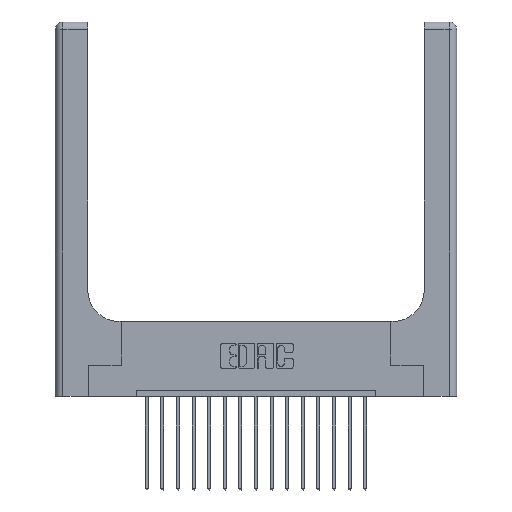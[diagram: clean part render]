
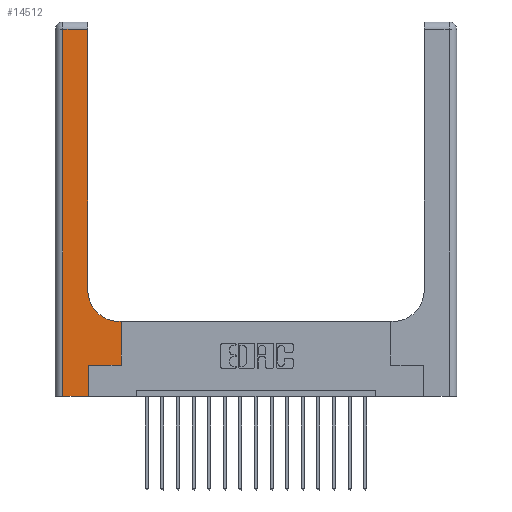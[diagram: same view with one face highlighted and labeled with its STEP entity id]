
A CAD part, top view. The second image highlights one B-rep face of the part: STEP entity #14512.
In plain terms, the highlighted planar face has unit normal (0, 0, 1).
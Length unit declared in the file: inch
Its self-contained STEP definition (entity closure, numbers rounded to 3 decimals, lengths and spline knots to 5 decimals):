
#373 = VERTEX_POINT ( 'NONE', #10601 ) ;
#383 = DIRECTION ( 'NONE',  ( 0., 0., -1. ) ) ;
#514 = CARTESIAN_POINT ( 'NONE',  ( 0.26, 0.85, 0.37 ) ) ;
#743 = VECTOR ( 'NONE', #10705, 39.37008 ) ;
#1003 = ORIENTED_EDGE ( 'NONE', *, *, #6443, .T. ) ;
#1072 = VERTEX_POINT ( 'NONE', #16620 ) ;
#1331 = VERTEX_POINT ( 'NONE', #9970 ) ;
#2049 = LINE ( 'NONE', #5331, #743 ) ;
#2194 = CARTESIAN_POINT ( 'NONE',  ( 0.51, 0.85, 0.37 ) ) ;
#2296 = VERTEX_POINT ( 'NONE', #5437 ) ;
#2379 = EDGE_CURVE ( 'NONE', #6865, #3812, #7193, .T. ) ;
#3109 = CARTESIAN_POINT ( 'NONE',  ( 0., 0., 0.37 ) ) ;
#3812 = VERTEX_POINT ( 'NONE', #5125 ) ;
#3972 = EDGE_CURVE ( 'NONE', #12116, #2296, #7370, .T. ) ;
#4024 = DIRECTION ( 'NONE',  ( 0., -1., 0. ) ) ;
#4278 = EDGE_CURVE ( 'NONE', #1331, #6865, #13303, .T. ) ;
#4301 = FACE_OUTER_BOUND ( 'NONE', #5840, .T. ) ;
#4490 = PLANE ( 'NONE',  #12855 ) ;
#4827 = ORIENTED_EDGE ( 'NONE', *, *, #4278, .T. ) ;
#4966 = EDGE_CURVE ( 'NONE', #2296, #373, #2049, .T. ) ;
#5125 = CARTESIAN_POINT ( 'NONE',  ( 0.26, 2.94, 0.37 ) ) ;
#5231 = VERTEX_POINT ( 'NONE', #12739 ) ;
#5331 = CARTESIAN_POINT ( 'NONE',  ( 0.528, 0.25, 0.37 ) ) ;
#5437 = CARTESIAN_POINT ( 'NONE',  ( 0.528, 0.25, 0.37 ) ) ;
#5548 = DIRECTION ( 'NONE',  ( -1., 0., 0. ) ) ;
#5840 = EDGE_LOOP ( 'NONE', ( #15895, #8685, #8867, #1003, #17668, #14236, #13904, #15612, #4827 ) ) ;
#6006 = EDGE_CURVE ( 'NONE', #5231, #12116, #7594, .T. ) ;
#6155 = LINE ( 'NONE', #16309, #7243 ) ;
#6431 = VERTEX_POINT ( 'NONE', #11388 ) ;
#6443 = EDGE_CURVE ( 'NONE', #6431, #5231, #16928, .T. ) ;
#6865 = VERTEX_POINT ( 'NONE', #514 ) ;
#6888 = CARTESIAN_POINT ( 'NONE',  ( 0.26, 0.6, 0.37 ) ) ;
#7070 = VECTOR ( 'NONE', #4024, 39.37008 ) ;
#7193 = LINE ( 'NONE', #15800, #11794 ) ;
#7243 = VECTOR ( 'NONE', #12181, 39.37008 ) ;
#7370 = LINE ( 'NONE', #13974, #15316 ) ;
#7505 = EDGE_CURVE ( 'NONE', #3812, #1072, #6155, .T. ) ;
#7547 = CARTESIAN_POINT ( 'NONE',  ( 0.265, 0., 0.37 ) ) ;
#7594 = LINE ( 'NONE', #7547, #9986 ) ;
#7872 = CARTESIAN_POINT ( 'NONE',  ( 0.06, 3., 0.37 ) ) ;
#8323 = VECTOR ( 'NONE', #15669, 39.37008 ) ;
#8685 = ORIENTED_EDGE ( 'NONE', *, *, #7505, .T. ) ;
#8745 = CARTESIAN_POINT ( 'NONE',  ( 0., 3., 0.37 ) ) ;
#8867 = ORIENTED_EDGE ( 'NONE', *, *, #12428, .T. ) ;
#9318 = DIRECTION ( 'NONE',  ( 0., 0., -1. ) ) ;
#9766 = DIRECTION ( 'NONE',  ( 1., 0., 0. ) ) ;
#9939 = DIRECTION ( 'NONE',  ( -1., 0., 0. ) ) ;
#9970 = CARTESIAN_POINT ( 'NONE',  ( 0.51, 0.6, 0.37 ) ) ;
#9986 = VECTOR ( 'NONE', #13143, 39.37008 ) ;
#10170 = DIRECTION ( 'NONE',  ( 0., 1., 0. ) ) ;
#10569 = VECTOR ( 'NONE', #5548, 39.37008 ) ;
#10601 = CARTESIAN_POINT ( 'NONE',  ( 0.528, 0.6, 0.37 ) ) ;
#10705 = DIRECTION ( 'NONE',  ( 0., 1., 0. ) ) ;
#10878 = CARTESIAN_POINT ( 'NONE',  ( 0.265, 0.25, 0.37 ) ) ;
#11388 = CARTESIAN_POINT ( 'NONE',  ( 0.06, 0., 0.37 ) ) ;
#11794 = VECTOR ( 'NONE', #10170, 39.37008 ) ;
#12020 = DIRECTION ( 'NONE',  ( 1., 0., 0. ) ) ;
#12116 = VERTEX_POINT ( 'NONE', #10878 ) ;
#12181 = DIRECTION ( 'NONE',  ( -1., 0., 0. ) ) ;
#12428 = EDGE_CURVE ( 'NONE', #1072, #6431, #14790, .T. ) ;
#12739 = CARTESIAN_POINT ( 'NONE',  ( 0.265, 0., 0.37 ) ) ;
#12855 = AXIS2_PLACEMENT_3D ( 'NONE', #8745, #383, #9939 ) ;
#13143 = DIRECTION ( 'NONE',  ( 0., 1., 0. ) ) ;
#13303 = CIRCLE ( 'NONE', #16848, 0.25 ) ;
#13904 = ORIENTED_EDGE ( 'NONE', *, *, #4966, .T. ) ;
#13974 = CARTESIAN_POINT ( 'NONE',  ( 0.265, 0.25, 0.37 ) ) ;
#14236 = ORIENTED_EDGE ( 'NONE', *, *, #3972, .T. ) ;
#14339 = LINE ( 'NONE', #6888, #10569 ) ;
#14512 = ADVANCED_FACE ( 'NONE', ( #4301 ), #4490, .F. ) ;
#14790 = LINE ( 'NONE', #7872, #7070 ) ;
#15316 = VECTOR ( 'NONE', #9766, 39.37008 ) ;
#15612 = ORIENTED_EDGE ( 'NONE', *, *, #16194, .T. ) ;
#15669 = DIRECTION ( 'NONE',  ( 1., 0., 0. ) ) ;
#15800 = CARTESIAN_POINT ( 'NONE',  ( 0.26, 3., 0.37 ) ) ;
#15895 = ORIENTED_EDGE ( 'NONE', *, *, #2379, .T. ) ;
#16194 = EDGE_CURVE ( 'NONE', #373, #1331, #14339, .T. ) ;
#16309 = CARTESIAN_POINT ( 'NONE',  ( 0., 2.94, 0.37 ) ) ;
#16620 = CARTESIAN_POINT ( 'NONE',  ( 0.06, 2.94, 0.37 ) ) ;
#16848 = AXIS2_PLACEMENT_3D ( 'NONE', #2194, #9318, #12020 ) ;
#16928 = LINE ( 'NONE', #3109, #8323 ) ;
#17668 = ORIENTED_EDGE ( 'NONE', *, *, #6006, .T. ) ;
